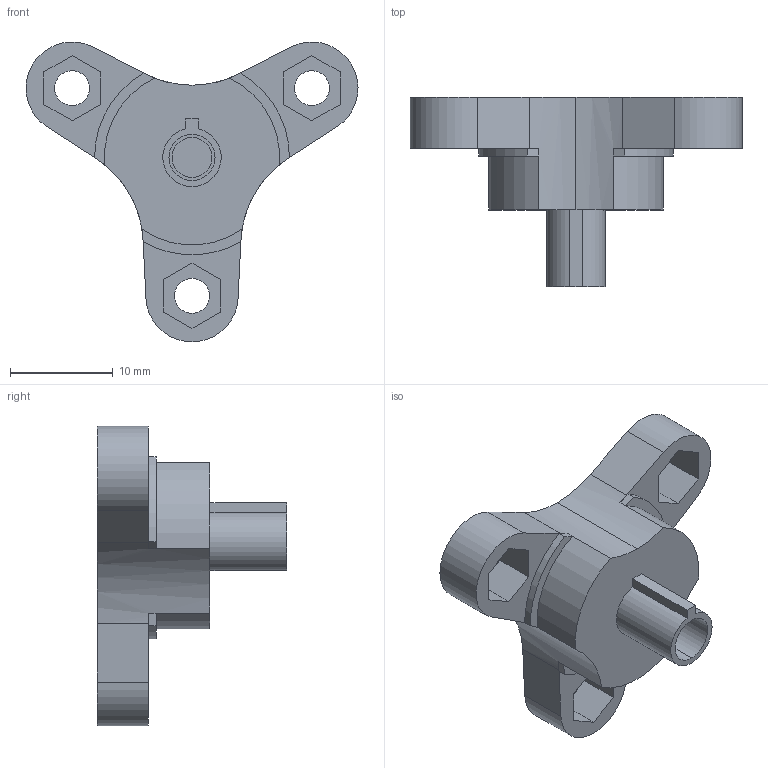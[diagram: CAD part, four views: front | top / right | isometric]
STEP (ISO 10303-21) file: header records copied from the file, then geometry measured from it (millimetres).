
FILE_DESCRIPTION (( 'STEP AP214' ), '1' );
FILE_NAME ('Out2.STEP', '2025-04-11T06:56:44', ( '' ), ( '' ), 'SwSTEP 2.0', 'SolidWorks 2024', '' );
FILE_SCHEMA (( 'AUTOMOTIVE_DESIGN' ));
Length unit declared in the file: millimetre
Products named in the file (1): Out2
Bounding box: 32.38 x 18.5 x 29.25 mm (x, y, z)
Volume: 3258.6 mm3; surface area: 2236.8 mm2
Topology: 1 solids, 1 shells, 78 faces, 192 edges, 122 vertices
Faces by surface type: plane 53, cylinder 25
Entity records: 2323 total; most frequent: DIRECTION 406, CARTESIAN_POINT 393, ORIENTED_EDGE 384, EDGE_CURVE 192, LINE 136, VECTOR 136, AXIS2_PLACEMENT_3D 135, VERTEX_POINT 122
